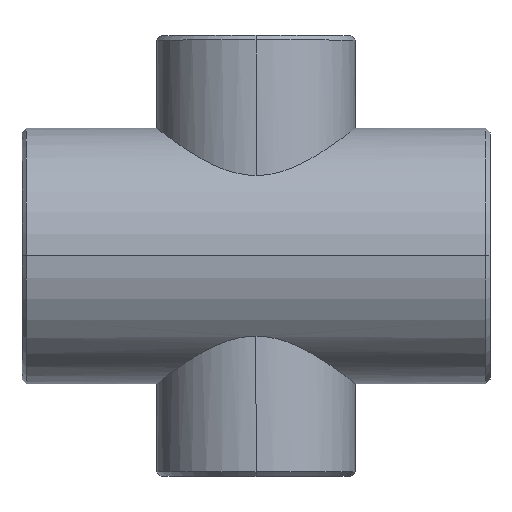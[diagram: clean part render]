
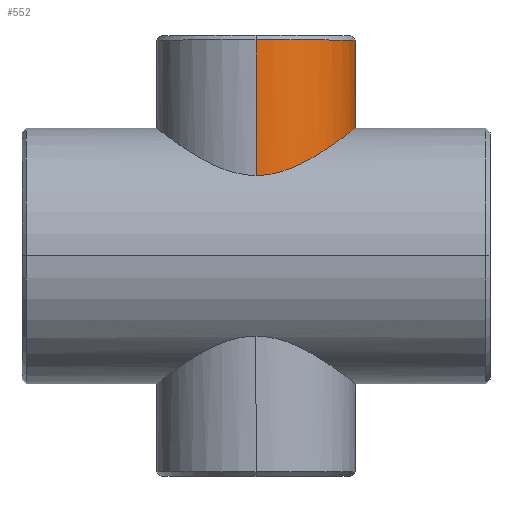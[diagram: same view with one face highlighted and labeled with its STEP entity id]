
A CAD part, top view. The second image highlights one B-rep face of the part: STEP entity #552.
In plain terms, the highlighted cylindrical face has radius 44.45 mm (diameter 88.9 mm), a partial arc.
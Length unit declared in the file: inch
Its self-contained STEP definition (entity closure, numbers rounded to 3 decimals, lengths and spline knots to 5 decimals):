
#36 = CARTESIAN_POINT ( 'NONE',  ( 1.26588, 1.89796, 1.20864 ) ) ;
#43 = CARTESIAN_POINT ( 'NONE',  ( 1.71855, 2.22562, 0.33163 ) ) ;
#59 = CARTESIAN_POINT ( 'NONE',  ( 1.71938, 2.22627, -0.32729 ) ) ;
#67 = ORIENTED_EDGE ( 'NONE', *, *, #98, .T. ) ;
#68 = CARTESIAN_POINT ( 'NONE',  ( 0.2406, 1.43011, 1.73744 ) ) ;
#77 = CARTESIAN_POINT ( 'NONE',  ( 0.38472, 1.46534, -1.70744 ) ) ;
#88 = CARTESIAN_POINT ( 'NONE',  ( 0.06122, 1.41421, -1.75 ) ) ;
#92 = VECTOR ( 'NONE', #1252, 39.37008 ) ;
#98 = EDGE_CURVE ( 'NONE', #448, #469, #348, .T. ) ;
#132 = AXIS2_PLACEMENT_3D ( 'NONE', #1186, #265, #176 ) ;
#140 = CARTESIAN_POINT ( 'NONE',  ( 1.37521, 1.97244, 1.08368 ) ) ;
#150 = CARTESIAN_POINT ( 'NONE',  ( 1.70015, 2.21144, 0.41895 ) ) ;
#159 = CARTESIAN_POINT ( 'NONE',  ( 1.72479, 2.23045, -0.29751 ) ) ;
#168 = CARTESIAN_POINT ( 'NONE',  ( 1.62808, 2.15652, 0.64244 ) ) ;
#175 = EDGE_CURVE ( 'NONE', #645, #730, #1081, .T. ) ;
#176 = DIRECTION ( 'NONE',  ( 0., 0., 1. ) ) ;
#177 = CARTESIAN_POINT ( 'NONE',  ( 0.12185, 1.41421, 1.75 ) ) ;
#192 = CARTESIAN_POINT ( 'NONE',  ( 1.41016, 1.99701, -1.03782 ) ) ;
#201 = CARTESIAN_POINT ( 'NONE',  ( 1.58335, 2.12295, -0.74588 ) ) ;
#210 = CARTESIAN_POINT ( 'NONE',  ( 1.54464, 2.09424, -0.82304 ) ) ;
#252 = CARTESIAN_POINT ( 'NONE',  ( 0.73559, 1.59393, 1.58814 ) ) ;
#259 = CARTESIAN_POINT ( 'NONE',  ( 1.75006, 2.25005, -0.05824 ) ) ;
#265 = DIRECTION ( 'NONE',  ( 0., -1., 0. ) ) ;
#266 = CARTESIAN_POINT ( 'NONE',  ( 1.32162, 1.93559, 1.14743 ) ) ;
#270 = ORIENTED_EDGE ( 'NONE', *, *, #175, .T. ) ;
#278 = CARTESIAN_POINT ( 'NONE',  ( 0., 3.88, -1.75 ) ) ;
#280 = CARTESIAN_POINT ( 'NONE',  ( 0.38578, 1.46562, 1.70721 ) ) ;
#297 = CARTESIAN_POINT ( 'NONE',  ( 0.73595, 1.59357, -1.58871 ) ) ;
#301 = CARTESIAN_POINT ( 'NONE',  ( 1.1507, 1.82227, -1.32301 ) ) ;
#305 = AXIS2_PLACEMENT_3D ( 'NONE', #690, #793, #380 ) ;
#306 = CARTESIAN_POINT ( 'NONE',  ( 0., 1.41421, -1.75 ) ) ;
#348 = CIRCLE ( 'NONE', #132, 1.75 ) ;
#349 = CARTESIAN_POINT ( 'NONE',  ( 1.64866, 2.1721, 0.5876 ) ) ;
#358 = CARTESIAN_POINT ( 'NONE',  ( 0., 1.41421, 1.75 ) ) ;
#380 = DIRECTION ( 'NONE',  ( 0., 0., -1. ) ) ;
#382 = CARTESIAN_POINT ( 'NONE',  ( 0.78572, 1.61767, 1.56395 ) ) ;
#396 = FACE_OUTER_BOUND ( 'NONE', #1114, .T. ) ;
#399 = CARTESIAN_POINT ( 'NONE',  ( 0.8829, 1.66666, -1.51197 ) ) ;
#428 = CARTESIAN_POINT ( 'NONE',  ( 0., 1.41421, 1.75 ) ) ;
#448 = VERTEX_POINT ( 'NONE', #603 ) ;
#459 = CARTESIAN_POINT ( 'NONE',  ( 1.72397, 2.22981, 0.30223 ) ) ;
#469 = VERTEX_POINT ( 'NONE', #492 ) ;
#473 = CARTESIAN_POINT ( 'NONE',  ( 1.14959, 1.82157, 1.32395 ) ) ;
#482 = CARTESIAN_POINT ( 'NONE',  ( 1.24681, 1.88529, 1.2283 ) ) ;
#489 = CARTESIAN_POINT ( 'NONE',  ( 1.55791, 2.10404, -0.79766 ) ) ;
#492 = CARTESIAN_POINT ( 'NONE',  ( 0., 3.801, 1.75 ) ) ;
#500 = CARTESIAN_POINT ( 'NONE',  ( 0.93026, 1.69233, -1.48328 ) ) ;
#506 = CARTESIAN_POINT ( 'NONE',  ( 1.50326, 2.06384, -0.89774 ) ) ;
#520 = CYLINDRICAL_SURFACE ( 'NONE', #305, 1.75 ) ;
#548 = CARTESIAN_POINT ( 'NONE',  ( 1.55913, 2.10475, 0.80322 ) ) ;
#552 = ADVANCED_FACE ( 'NONE', ( #396 ), #520, .T. ) ;
#558 = CARTESIAN_POINT ( 'NONE',  ( 0.63298, 1.54871, 1.63247 ) ) ;
#567 = CARTESIAN_POINT ( 'NONE',  ( 1.68886, 2.20273, -0.47393 ) ) ;
#575 = CARTESIAN_POINT ( 'NONE',  ( 1.74678, 2.2475, 0.12217 ) ) ;
#578 = EDGE_CURVE ( 'NONE', #448, #730, #778, .T. ) ;
#595 = CARTESIAN_POINT ( 'NONE',  ( 0.63311, 1.54877, -1.63242 ) ) ;
#603 = CARTESIAN_POINT ( 'NONE',  ( 0., 3.801, -1.75 ) ) ;
#617 = VECTOR ( 'NONE', #678, 39.37008 ) ;
#645 = VERTEX_POINT ( 'NONE', #428 ) ;
#667 = CARTESIAN_POINT ( 'NONE',  ( 1.73786, 2.24057, -0.20794 ) ) ;
#677 = CARTESIAN_POINT ( 'NONE',  ( 1.4089, 1.99612, 1.03953 ) ) ;
#678 = DIRECTION ( 'NONE',  ( 0., -1., 0. ) ) ;
#690 = CARTESIAN_POINT ( 'NONE',  ( 0., 3.88, 0. ) ) ;
#694 = CARTESIAN_POINT ( 'NONE',  ( 1.30326, 1.9231, 1.16823 ) ) ;
#704 = CARTESIAN_POINT ( 'NONE',  ( 0.24005, 1.43324, -1.73448 ) ) ;
#709 = CARTESIAN_POINT ( 'NONE',  ( 0.29842, 1.44428, -1.72537 ) ) ;
#712 = CARTESIAN_POINT ( 'NONE',  ( 0.47, 1.49002, -1.68596 ) ) ;
#730 = VERTEX_POINT ( 'NONE', #827 ) ;
#750 = CARTESIAN_POINT ( 'NONE',  ( 1.65827, 2.17941, 0.55991 ) ) ;
#757 = CARTESIAN_POINT ( 'NONE',  ( 1.73729, 2.24013, 0.21271 ) ) ;
#766 = CARTESIAN_POINT ( 'NONE',  ( 0.49834, 1.49923, 1.67779 ) ) ;
#778 = LINE ( 'NONE', #278, #92 ) ;
#780 = CARTESIAN_POINT ( 'NONE',  ( 0.8105, 1.62987, 1.55125 ) ) ;
#793 = DIRECTION ( 'NONE',  ( 0., -1., 0. ) ) ;
#795 = CARTESIAN_POINT ( 'NONE',  ( 0.49791, 1.49909, -1.67792 ) ) ;
#800 = CARTESIAN_POINT ( 'NONE',  ( 1.47358, 2.04229, -0.94562 ) ) ;
#803 = CARTESIAN_POINT ( 'NONE',  ( 0.12147, 1.4182, -1.7468 ) ) ;
#827 = CARTESIAN_POINT ( 'NONE',  ( 0., 1.41421, -1.75 ) ) ;
#843 = CARTESIAN_POINT ( 'NONE',  ( 1.06591, 1.76936, 1.39218 ) ) ;
#850 = CARTESIAN_POINT ( 'NONE',  ( 0.7102, 1.58235, 1.59966 ) ) ;
#859 = CARTESIAN_POINT ( 'NONE',  ( 0.47067, 1.49024, 1.68577 ) ) ;
#898 = CARTESIAN_POINT ( 'NONE',  ( 1.37643, 1.97329, -1.08214 ) ) ;
#944 = CARTESIAN_POINT ( 'NONE',  ( 0.93045, 1.69244, 1.48314 ) ) ;
#953 = CARTESIAN_POINT ( 'NONE',  ( 1.50386, 2.06388, 0.90186 ) ) ;
#959 = CARTESIAN_POINT ( 'NONE',  ( 1.65316, 2.17532, -0.58575 ) ) ;
#970 = CARTESIAN_POINT ( 'NONE',  ( 1.74704, 2.24769, -0.1182 ) ) ;
#987 = CARTESIAN_POINT ( 'NONE',  ( 1.0667, 1.76982, -1.39164 ) ) ;
#1047 = CARTESIAN_POINT ( 'NONE',  ( 1.68504, 2.19983, 0.476 ) ) ;
#1055 = CARTESIAN_POINT ( 'NONE',  ( 1.73403, 2.2376, -0.23782 ) ) ;
#1064 = CARTESIAN_POINT ( 'NONE',  ( 1.61706, 2.14822, 0.66967 ) ) ;
#1081 = B_SPLINE_CURVE_WITH_KNOTS ( 'NONE', 3,
 ( #358, #177, #68, #280, #1149, #859, #766, #1164, #558, #850, #252, #382, #780, #1180, #944, #843, #473, #482, #36, #694, #266, #140, #677, #953, #548, #1064, #168, #349, #750, #1047, #150, #43, #459, #1260, #757, #575, #1157, #259, #970, #667, #1055, #159, #59, #567, #959, #1194, #201, #489, #210, #506, #800, #192, #898, #1301, #1204, #301, #987, #500, #399, #1085, #297, #595, #1306, #795, #712, #1099, #77, #709, #704, #803, #88, #306 ),
 .UNSPECIFIED., .F., .F.,
 ( 4, 2, 2, 2, 2, 2, 2, 2, 2, 2, 2, 2, 2, 2, 2, 2, 2, 2, 2, 2, 2, 2, 2, 2, 2, 2, 2, 2, 2, 2, 2, 2, 2, 2, 2, 4 ),
 ( 0.14607, 0.1552, 0.15748, 0.15977, 0.16433, 0.16661, 0.16889, 0.17346, 0.18259, 0.18487, 0.18715, 0.19172, 0.20085, 0.20313, 0.20541, 0.20997, 0.21226, 0.21454, 0.2191, 0.22367, 0.22595, 0.22823, 0.23736, 0.23964, 0.24192, 0.24649, 0.25105, 0.25562, 0.26475, 0.26931, 0.27387, 0.27844, 0.28072, 0.283, 0.28757, 0.29213 ),
 .UNSPECIFIED. ) ;
#1085 = CARTESIAN_POINT ( 'NONE',  ( 0.78583, 1.61734, -1.56462 ) ) ;
#1097 = EDGE_CURVE ( 'NONE', #469, #645, #1165, .T. ) ;
#1099 = CARTESIAN_POINT ( 'NONE',  ( 0.41328, 1.47311, -1.70075 ) ) ;
#1114 = EDGE_LOOP ( 'NONE', ( #67, #1290, #270, #1217 ) ) ;
#1149 = CARTESIAN_POINT ( 'NONE',  ( 0.41441, 1.47344, 1.70047 ) ) ;
#1157 = CARTESIAN_POINT ( 'NONE',  ( 1.74994, 2.24995, 0.06195 ) ) ;
#1164 = CARTESIAN_POINT ( 'NONE',  ( 0.58011, 1.52772, 1.65204 ) ) ;
#1165 = LINE ( 'NONE', #1284, #617 ) ;
#1180 = CARTESIAN_POINT ( 'NONE',  ( 0.88362, 1.66704, 1.51155 ) ) ;
#1186 = CARTESIAN_POINT ( 'NONE',  ( 0., 3.801, 0. ) ) ;
#1194 = CARTESIAN_POINT ( 'NONE',  ( 1.59555, 2.13207, -0.71942 ) ) ;
#1204 = CARTESIAN_POINT ( 'NONE',  ( 1.2675, 1.89886, -1.20787 ) ) ;
#1217 = ORIENTED_EDGE ( 'NONE', *, *, #578, .F. ) ;
#1252 = DIRECTION ( 'NONE',  ( 0., -1., 0. ) ) ;
#1260 = CARTESIAN_POINT ( 'NONE',  ( 1.73333, 2.23706, 0.24282 ) ) ;
#1284 = CARTESIAN_POINT ( 'NONE',  ( 0., 3.88, 1.75 ) ) ;
#1290 = ORIENTED_EDGE ( 'NONE', *, *, #1097, .T. ) ;
#1301 = CARTESIAN_POINT ( 'NONE',  ( 1.30491, 1.92409, -1.1674 ) ) ;
#1306 = CARTESIAN_POINT ( 'NONE',  ( 0.58014, 1.52772, -1.65204 ) ) ;
